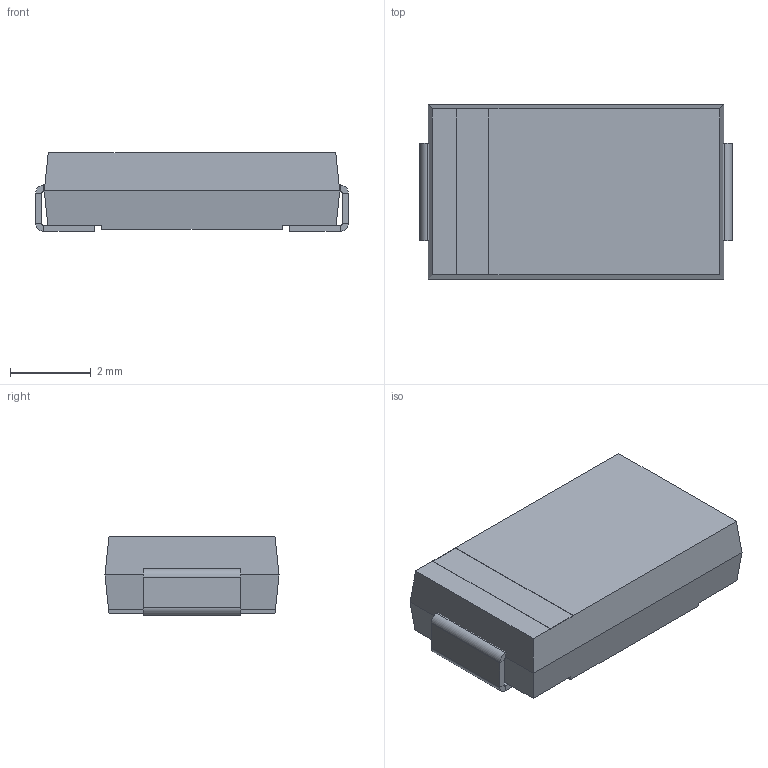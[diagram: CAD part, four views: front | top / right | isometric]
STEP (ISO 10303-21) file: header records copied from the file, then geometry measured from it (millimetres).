
FILE_DESCRIPTION (( 'STEP AP214' ), '1' );
FILE_NAME ('CAP7343x1.9.STEP', '2019-11-20T15:41:45', ( 'Elessar' ), ( '' ), 'SwSTEP 2.0', 'SolidWorks 2018', '' );
FILE_SCHEMA (( 'AUTOMOTIVE_DESIGN' ));
Length unit declared in the file: millimetre
Products named in the file (1): CAP7343x1.9
Bounding box: 7.72 x 4.3 x 1.95 mm (x, y, z)
Volume: 58.3 mm3; surface area: 130.9 mm2
Topology: 3 solids, 3 shells, 64 faces, 134 edges, 76 vertices
Faces by surface type: plane 56, cylinder 8
Entity records: 1895 total; most frequent: DIRECTION 280, CARTESIAN_POINT 275, ORIENTED_EDGE 268, EDGE_CURVE 134, VECTOR 118, LINE 118, AXIS2_PLACEMENT_3D 81, VERTEX_POINT 76
